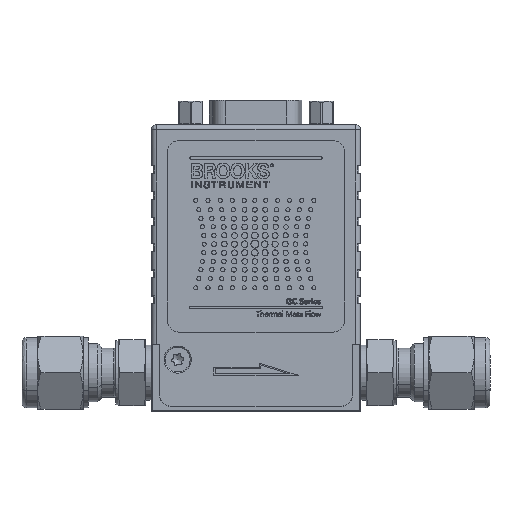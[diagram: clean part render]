
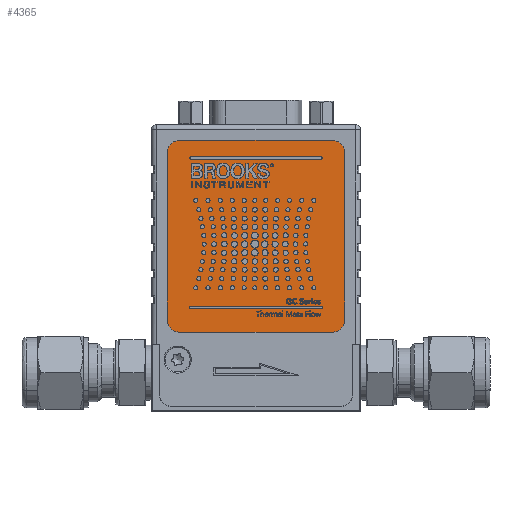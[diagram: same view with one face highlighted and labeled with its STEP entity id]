
A CAD part, top view. The second image highlights one B-rep face of the part: STEP entity #4365.
In plain terms, the highlighted planar face has unit normal (0, 0, 1).
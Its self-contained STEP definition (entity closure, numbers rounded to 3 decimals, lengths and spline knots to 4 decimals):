
#400 = ORIENTED_EDGE ( 'NONE', *, *, #3234, .T. ) ;
#2986 = ORIENTED_EDGE ( 'NONE', *, *, #52899, .T. ) ;
#3234 = EDGE_CURVE ( 'NONE', #68401, #51213, #13367, .T. ) ;
#4200 = CARTESIAN_POINT ( 'NONE',  ( -0.6702, 1.6523, 0.3976 ) ) ;
#4365 = ADVANCED_FACE ( 'NONE', ( #66528 ), #23137, .T. ) ;
#4373 = EDGE_CURVE ( 'NONE', #39218, #104976, #78776, .T. ) ;
#4801 = DIRECTION ( 'NONE',  ( -1., 0., 0. ) ) ;
#6407 = ORIENTED_EDGE ( 'NONE', *, *, #4373, .T. ) ;
#8273 = LINE ( 'NONE', #43027, #74234 ) ;
#10567 = VERTEX_POINT ( 'NONE', #107027 ) ;
#10842 = ORIENTED_EDGE ( 'NONE', *, *, #110337, .T. ) ;
#10925 = DIRECTION ( 'NONE',  ( -1., 0., 0. ) ) ;
#11813 = DIRECTION ( 'NONE',  ( 0., 1., 0. ) ) ;
#13367 = CIRCLE ( 'NONE', #35253, 0.1012 ) ;
#14003 = CARTESIAN_POINT ( 'NONE',  ( 0.569, 1.7535, 0.3976 ) ) ;
#20780 = CARTESIAN_POINT ( 'NONE',  ( -0.569, 1.7535, 0.3976 ) ) ;
#23137 = PLANE ( 'NONE',  #62437 ) ;
#24065 = AXIS2_PLACEMENT_3D ( 'NONE', #83113, #107662, #90024 ) ;
#26131 = VERTEX_POINT ( 'NONE', #4200 ) ;
#26725 = EDGE_CURVE ( 'NONE', #30922, #26131, #102413, .T. ) ;
#29758 = CARTESIAN_POINT ( 'NONE',  ( -0.569, 0.303, 0.3976 ) ) ;
#30597 = CARTESIAN_POINT ( 'NONE',  ( -0.569, 0.4042, 0.3976 ) ) ;
#30922 = VERTEX_POINT ( 'NONE', #69469 ) ;
#34477 = DIRECTION ( 'NONE',  ( 0., -1., 0. ) ) ;
#35253 = AXIS2_PLACEMENT_3D ( 'NONE', #98763, #46251, #10925 ) ;
#36261 = CARTESIAN_POINT ( 'NONE',  ( 0.569, 0.303, 0.3976 ) ) ;
#37137 = EDGE_LOOP ( 'NONE', ( #85040, #84083, #6407, #38065, #400, #2986, #106929, #10842 ) ) ;
#38065 = ORIENTED_EDGE ( 'NONE', *, *, #56960, .T. ) ;
#39218 = VERTEX_POINT ( 'NONE', #84780 ) ;
#43027 = CARTESIAN_POINT ( 'NONE',  ( -0.6702, 0.4042, 0.3976 ) ) ;
#46251 = DIRECTION ( 'NONE',  ( 0., 0., 1. ) ) ;
#47028 = VERTEX_POINT ( 'NONE', #14003 ) ;
#48113 = CARTESIAN_POINT ( 'NONE',  ( 0.569, 1.6523, 0.3976 ) ) ;
#51213 = VERTEX_POINT ( 'NONE', #111404 ) ;
#52899 = EDGE_CURVE ( 'NONE', #51213, #10567, #72279, .T. ) ;
#53507 = CARTESIAN_POINT ( 'NONE',  ( -0.569, 0.303, 0.3976 ) ) ;
#55144 = CARTESIAN_POINT ( 'NONE',  ( 0.6702, 0.4042, 0.3976 ) ) ;
#55585 = DIRECTION ( 'NONE',  ( -1., 0., 0. ) ) ;
#56838 = DIRECTION ( 'NONE',  ( 0., 0., 1. ) ) ;
#56960 = EDGE_CURVE ( 'NONE', #104976, #68401, #86064, .T. ) ;
#60134 = VECTOR ( 'NONE', #11813, 39.3701 ) ;
#60622 = AXIS2_PLACEMENT_3D ( 'NONE', #30597, #83094, #67096 ) ;
#62437 = AXIS2_PLACEMENT_3D ( 'NONE', #84770, #56838, #83664 ) ;
#63054 = AXIS2_PLACEMENT_3D ( 'NONE', #48113, #108039, #4801 ) ;
#66528 = FACE_OUTER_BOUND ( 'NONE', #37137, .T. ) ;
#67096 = DIRECTION ( 'NONE',  ( -1., 0., 0. ) ) ;
#68401 = VERTEX_POINT ( 'NONE', #36261 ) ;
#69469 = CARTESIAN_POINT ( 'NONE',  ( -0.569, 1.7535, 0.3976 ) ) ;
#70698 = VECTOR ( 'NONE', #55585, 39.3701 ) ;
#72279 = LINE ( 'NONE', #55144, #60134 ) ;
#74234 = VECTOR ( 'NONE', #34477, 39.3701 ) ;
#77650 = VECTOR ( 'NONE', #88335, 39.3701 ) ;
#78776 = CIRCLE ( 'NONE', #60622, 0.1012 ) ;
#82965 = LINE ( 'NONE', #20780, #70698 ) ;
#83094 = DIRECTION ( 'NONE',  ( 0., 0., 1. ) ) ;
#83113 = CARTESIAN_POINT ( 'NONE',  ( -0.569, 1.6523, 0.3976 ) ) ;
#83664 = DIRECTION ( 'NONE',  ( 1., 0., 0. ) ) ;
#84083 = ORIENTED_EDGE ( 'NONE', *, *, #98001, .T. ) ;
#84770 = CARTESIAN_POINT ( 'NONE',  ( -0.569, 0.4042, 0.3976 ) ) ;
#84780 = CARTESIAN_POINT ( 'NONE',  ( -0.6702, 0.4042, 0.3976 ) ) ;
#85040 = ORIENTED_EDGE ( 'NONE', *, *, #26725, .T. ) ;
#86064 = LINE ( 'NONE', #53507, #77650 ) ;
#86650 = CIRCLE ( 'NONE', #63054, 0.1012 ) ;
#88335 = DIRECTION ( 'NONE',  ( 1., 0., 0. ) ) ;
#90024 = DIRECTION ( 'NONE',  ( -1., 0., 0. ) ) ;
#98001 = EDGE_CURVE ( 'NONE', #26131, #39218, #8273, .T. ) ;
#98763 = CARTESIAN_POINT ( 'NONE',  ( 0.569, 0.4042, 0.3976 ) ) ;
#102413 = CIRCLE ( 'NONE', #24065, 0.1012 ) ;
#104609 = EDGE_CURVE ( 'NONE', #10567, #47028, #86650, .T. ) ;
#104976 = VERTEX_POINT ( 'NONE', #29758 ) ;
#106929 = ORIENTED_EDGE ( 'NONE', *, *, #104609, .T. ) ;
#107027 = CARTESIAN_POINT ( 'NONE',  ( 0.6702, 1.6523, 0.3976 ) ) ;
#107662 = DIRECTION ( 'NONE',  ( 0., 0., 1. ) ) ;
#108039 = DIRECTION ( 'NONE',  ( 0., 0., 1. ) ) ;
#110337 = EDGE_CURVE ( 'NONE', #47028, #30922, #82965, .T. ) ;
#111404 = CARTESIAN_POINT ( 'NONE',  ( 0.6702, 0.4042, 0.3976 ) ) ;
